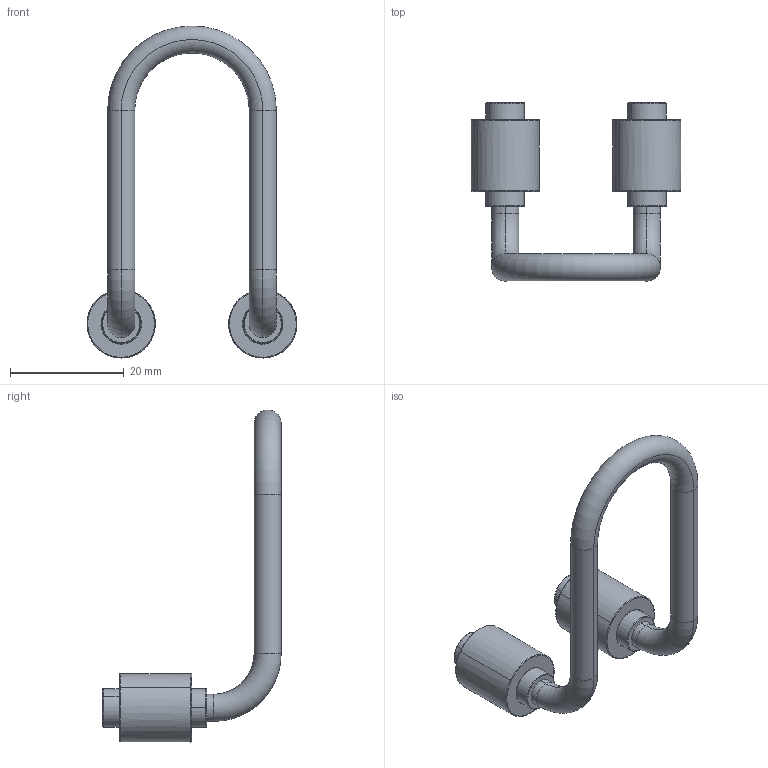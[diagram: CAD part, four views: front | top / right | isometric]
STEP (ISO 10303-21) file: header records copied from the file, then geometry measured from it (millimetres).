
FILE_DESCRIPTION((''),'2;1');
FILE_NAME('U_TUBE_MULTIBEND_ASM_ASM','2002-01-08T',('hartman'),(''),'PRO/ENGINEER BY PARAMETRIC TECHNOLOGY CORPORATION, 2000420','PRO/ENGINEER BY PARAMETRIC TECHNOLOGY CORPORATION, 2000420','');
FILE_SCHEMA(('CONFIG_CONTROL_DESIGN'));
Length unit declared in the file: millimetre
Products named in the file (5): U_TUBE_MULTIBEND; FITTING_LUER_RETURN_END; FITTING_LUER_NUT; FITTING_LUER_SECTOR_END; U_TUBE_MULTIBEND_ASM_ASM
Assembly tree (7 placements, depth 2):
  U_TUBE_MULTIBEND_ASM_ASM
    U_TUBE_MULTIBEND
    FITTING_LUER_RETURN_END  x2
    FITTING_LUER_NUT  x2
    FITTING_LUER_SECTOR_END  x2
Bounding box: 36.9 x 31.37 x 58.38 mm (x, y, z)
Volume: 3030 mm3; surface area: 8371.4 mm2
Topology: 7 solids, 7 shells, 288 faces, 674 edges, 410 vertices
Faces by surface type: bspline 160, torus 80, plane 24, cylinder 20, cone 4
Entity records: 27335 total; most frequent: CARTESIAN_POINT 19939, DIRECTION 1045, DEFINITIONAL_REPRESENTATION 734, PCURVE 734, ORIENTED_EDGE 734, VECTOR 583, LINE 583, TRIMMED_CURVE 482
